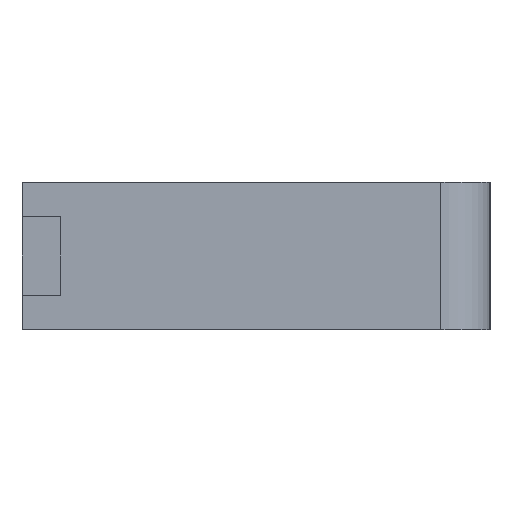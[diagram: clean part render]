
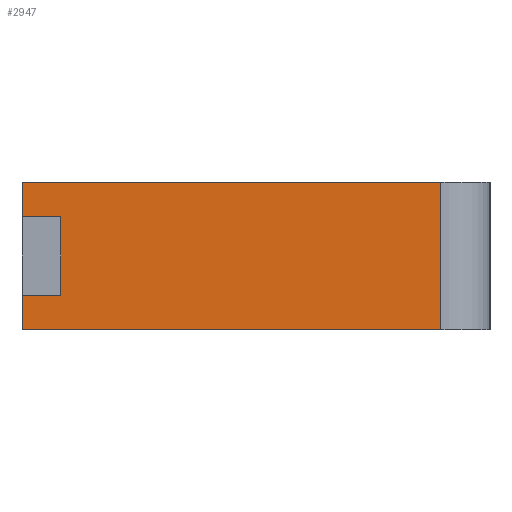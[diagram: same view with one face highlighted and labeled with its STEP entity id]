
A CAD part, left-side view. The second image highlights one B-rep face of the part: STEP entity #2947.
In plain terms, the highlighted planar face has unit normal (-1, 0, 0).
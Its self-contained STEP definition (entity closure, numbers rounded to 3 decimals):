
#557=DIRECTION('',(0.,0.,1.));
#558=VECTOR('',#557,1.4);
#559=CARTESIAN_POINT('',(-22.,9.5,1.6));
#560=LINE('',#559,#558);
#669=DIRECTION('',(0.,1.,0.));
#670=VECTOR('',#669,17.);
#671=CARTESIAN_POINT('',(-22.,-7.5,-3.));
#672=LINE('',#671,#670);
#711=DIRECTION('',(0.,0.,1.));
#712=VECTOR('',#711,1.4);
#713=CARTESIAN_POINT('',(-22.,9.5,-3.));
#714=LINE('',#713,#712);
#723=DIRECTION('',(0.,1.,0.));
#724=VECTOR('',#723,1.576);
#725=CARTESIAN_POINT('',(-22.,7.924,-1.6));
#726=LINE('',#725,#724);
#727=DIRECTION('',(0.,0.,-1.));
#728=VECTOR('',#727,3.2);
#729=CARTESIAN_POINT('',(-22.,7.924,1.6));
#730=LINE('',#729,#728);
#731=DIRECTION('',(0.,-1.,0.));
#732=VECTOR('',#731,1.576);
#733=CARTESIAN_POINT('',(-22.,9.5,1.6));
#734=LINE('',#733,#732);
#735=DIRECTION('',(0.,1.,0.));
#736=VECTOR('',#735,17.);
#737=CARTESIAN_POINT('',(-22.,-7.5,3.));
#738=LINE('',#737,#736);
#751=DIRECTION('',(0.,0.,-1.));
#752=VECTOR('',#751,6.);
#753=CARTESIAN_POINT('',(-22.,-7.5,3.));
#754=LINE('',#753,#752);
#1951=CARTESIAN_POINT('',(-22.,7.924,-1.6));
#1952=CARTESIAN_POINT('',(-22.,9.5,-1.6));
#1953=VERTEX_POINT('',#1951);
#1954=VERTEX_POINT('',#1952);
#1997=CARTESIAN_POINT('',(-22.,-7.5,3.));
#1998=CARTESIAN_POINT('',(-22.,-7.5,-3.));
#1999=VERTEX_POINT('',#1997);
#2000=VERTEX_POINT('',#1998);
#2125=CARTESIAN_POINT('',(-22.,9.5,1.6));
#2126=CARTESIAN_POINT('',(-22.,7.924,1.6));
#2127=VERTEX_POINT('',#2125);
#2128=VERTEX_POINT('',#2126);
#2279=CARTESIAN_POINT('',(-22.,9.5,3.));
#2280=VERTEX_POINT('',#2279);
#2313=CARTESIAN_POINT('',(-22.,9.5,-3.));
#2314=VERTEX_POINT('',#2313);
#2930=CARTESIAN_POINT('',(-22.,-9.5,3.));
#2931=DIRECTION('',(1.,0.,0.));
#2932=DIRECTION('',(0.,0.,-1.));
#2933=AXIS2_PLACEMENT_3D('',#2930,#2931,#2932);
#2934=PLANE('',#2933);
#2935=ORIENTED_EDGE('',*,*,#2877,.T.);
#2936=ORIENTED_EDGE('',*,*,#2906,.T.);
#2937=ORIENTED_EDGE('',*,*,#2918,.F.);
#2939=ORIENTED_EDGE('',*,*,#2938,.F.);
#2940=ORIENTED_EDGE('',*,*,#2752,.F.);
#2941=ORIENTED_EDGE('',*,*,#2773,.T.);
#2942=ORIENTED_EDGE('',*,*,#2815,.F.);
#2944=ORIENTED_EDGE('',*,*,#2943,.T.);
#2945=EDGE_LOOP('',(#2935,#2936,#2937,#2939,#2940,#2941,#2942,#2944));
#2946=FACE_OUTER_BOUND('',#2945,.F.);
#2752=EDGE_CURVE('',#2127,#2128,#734,.T.);
#2773=EDGE_CURVE('',#2127,#2280,#560,.T.);
#2815=EDGE_CURVE('',#1999,#2280,#738,.T.);
#2877=EDGE_CURVE('',#2000,#2314,#672,.T.);
#2906=EDGE_CURVE('',#2314,#1954,#714,.T.);
#2918=EDGE_CURVE('',#1953,#1954,#726,.T.);
#2938=EDGE_CURVE('',#2128,#1953,#730,.T.);
#2943=EDGE_CURVE('',#1999,#2000,#754,.T.);
#2947=ADVANCED_FACE('',(#2946),#2934,.F.);
